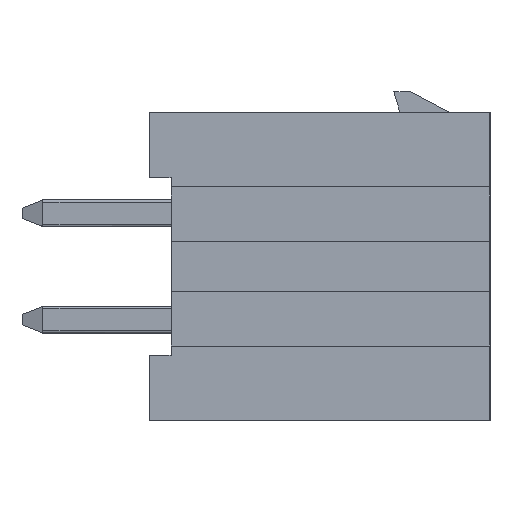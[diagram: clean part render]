
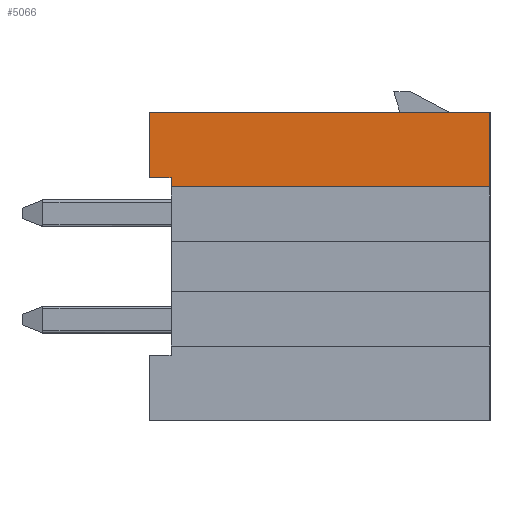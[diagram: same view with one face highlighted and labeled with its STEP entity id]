
A CAD part, left-side view. The second image highlights one B-rep face of the part: STEP entity #5066.
In plain terms, the highlighted planar face has unit normal (-1, 0, 0).
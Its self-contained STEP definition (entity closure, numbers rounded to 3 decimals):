
#155=CARTESIAN_POINT('',(-10.92,0.,3.675));
#156=VERTEX_POINT('',#155);
#173=CARTESIAN_POINT('',(-10.92,8.13,3.675));
#174=VERTEX_POINT('',#173);
#181=CARTESIAN_POINT('',(-10.92,8.13,3.675));
#182=DIRECTION('',(0.,-1.,0.));
#183=VECTOR('',#182,8.13);
#184=LINE('',#181,#183);
#185=EDGE_CURVE('',#174,#156,#184,.T.);
#4310=CARTESIAN_POINT('',(-10.92,0.,1.9));
#4311=VERTEX_POINT('',#4310);
#4312=CARTESIAN_POINT('',(-10.92,0.,3.675));
#4313=DIRECTION('',(0.,0.,-1.));
#4314=VECTOR('',#4313,1.775);
#4315=LINE('',#4312,#4314);
#4316=EDGE_CURVE('',#156,#4311,#4315,.T.);
#5027=CARTESIAN_POINT('',(-10.92,4.065,0.));
#5028=DIRECTION('',(0.,-1.,0.));
#5029=DIRECTION('',(-1.,0.,0.));
#5030=AXIS2_PLACEMENT_3D('',#5027,#5029,#5028);
#5031=PLANE('',#5030);
#5032=ORIENTED_EDGE('',*,*,#185,.F.);
#5033=CARTESIAN_POINT('',(-10.92,8.13,2.125));
#5034=VERTEX_POINT('',#5033);
#5035=CARTESIAN_POINT('',(-10.92,8.13,3.675));
#5036=DIRECTION('',(0.,0.,-1.));
#5037=VECTOR('',#5036,1.55);
#5038=LINE('',#5035,#5037);
#5039=EDGE_CURVE('',#174,#5034,#5038,.T.);
#5040=ORIENTED_EDGE('',*,*,#5039,.T.);
#5041=CARTESIAN_POINT('',(-10.92,7.62,2.125));
#5042=VERTEX_POINT('',#5041);
#5043=CARTESIAN_POINT('',(-10.92,8.13,2.125));
#5044=DIRECTION('',(0.,-1.,0.));
#5045=VECTOR('',#5044,0.51);
#5046=LINE('',#5043,#5045);
#5047=EDGE_CURVE('',#5034,#5042,#5046,.T.);
#5048=ORIENTED_EDGE('',*,*,#5047,.T.);
#5049=CARTESIAN_POINT('',(-10.92,7.62,1.9));
#5050=VERTEX_POINT('',#5049);
#5051=CARTESIAN_POINT('',(-10.92,7.62,2.125));
#5052=DIRECTION('',(0.,0.,-1.));
#5053=VECTOR('',#5052,0.225);
#5054=LINE('',#5051,#5053);
#5055=EDGE_CURVE('',#5042,#5050,#5054,.T.);
#5056=ORIENTED_EDGE('',*,*,#5055,.T.);
#5057=CARTESIAN_POINT('',(-10.92,7.62,1.9));
#5058=DIRECTION('',(0.,-1.,0.));
#5059=VECTOR('',#5058,7.62);
#5060=LINE('',#5057,#5059);
#5061=EDGE_CURVE('',#5050,#4311,#5060,.T.);
#5062=ORIENTED_EDGE('',*,*,#5061,.T.);
#5063=ORIENTED_EDGE('',*,*,#4316,.F.);
#5064=EDGE_LOOP('',(#5032,#5040,#5048,#5056,#5062,#5063));
#5065=FACE_OUTER_BOUND('',#5064,.T.);
#5066=ADVANCED_FACE('',(#5065),#5031,.T.);
